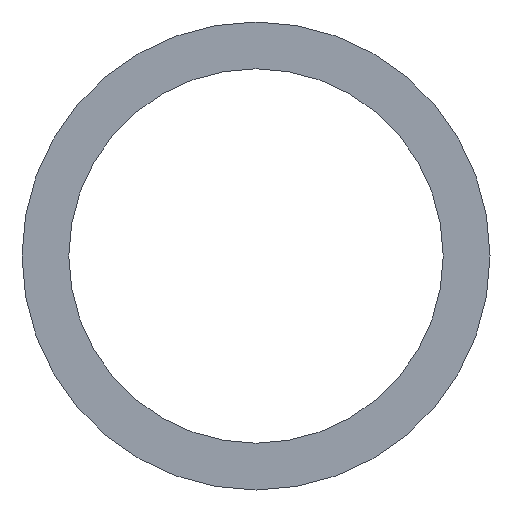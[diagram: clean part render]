
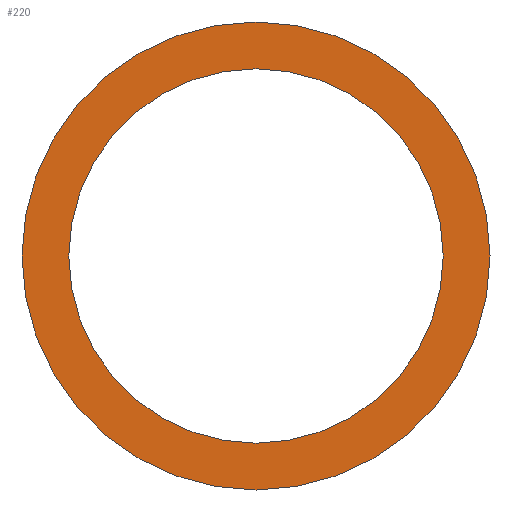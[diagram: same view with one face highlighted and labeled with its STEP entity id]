
A CAD part, front view. The second image highlights one B-rep face of the part: STEP entity #220.
In plain terms, the highlighted planar face has unit normal (0, -1, 0).
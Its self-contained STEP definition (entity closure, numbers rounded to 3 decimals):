
#4 = CARTESIAN_POINT ( 'NONE',  ( 0., 0., 4. ) ) ;
#5 = DIRECTION ( 'NONE',  ( 0., 0., 1. ) ) ;
#9 = ORIENTED_EDGE ( 'NONE', *, *, #134, .T. ) ;
#29 = CARTESIAN_POINT ( 'NONE',  ( 0., 0., 0. ) ) ;
#31 = DIRECTION ( 'NONE',  ( 0., 1., 0. ) ) ;
#50 = AXIS2_PLACEMENT_3D ( 'NONE', #29, #119, #246 ) ;
#54 = CARTESIAN_POINT ( 'NONE',  ( 0., 0., 0. ) ) ;
#58 = CARTESIAN_POINT ( 'NONE',  ( 0., 0., 0. ) ) ;
#60 = AXIS2_PLACEMENT_3D ( 'NONE', #58, #113, #171 ) ;
#72 = FACE_BOUND ( 'NONE', #152, .T. ) ;
#81 = EDGE_CURVE ( 'NONE', #241, #201, #83, .T. ) ;
#83 = CIRCLE ( 'NONE', #197, 5. ) ;
#97 = CIRCLE ( 'NONE', #227, 4. ) ;
#98 = DIRECTION ( 'NONE',  ( 0., 0., 1. ) ) ;
#100 = CARTESIAN_POINT ( 'NONE',  ( 0., 0., -4. ) ) ;
#106 = ORIENTED_EDGE ( 'NONE', *, *, #112, .F. ) ;
#107 = DIRECTION ( 'NONE',  ( 0., 1., 0. ) ) ;
#111 = CARTESIAN_POINT ( 'NONE',  ( 0., 0., 0. ) ) ;
#112 = EDGE_CURVE ( 'NONE', #201, #241, #244, .T. ) ;
#113 = DIRECTION ( 'NONE',  ( 0., 1., 0. ) ) ;
#119 = DIRECTION ( 'NONE',  ( 0., 1., 0. ) ) ;
#121 = EDGE_LOOP ( 'NONE', ( #106, #127 ) ) ;
#124 = CIRCLE ( 'NONE', #50, 4. ) ;
#127 = ORIENTED_EDGE ( 'NONE', *, *, #81, .F. ) ;
#130 = DIRECTION ( 'NONE',  ( 0., 1., 0. ) ) ;
#134 = EDGE_CURVE ( 'NONE', #195, #138, #97, .T. ) ;
#138 = VERTEX_POINT ( 'NONE', #4 ) ;
#140 = PLANE ( 'NONE',  #182 ) ;
#141 = CARTESIAN_POINT ( 'NONE',  ( 0., 0., 5. ) ) ;
#147 = EDGE_CURVE ( 'NONE', #138, #195, #124, .T. ) ;
#152 = EDGE_LOOP ( 'NONE', ( #9, #230 ) ) ;
#158 = CARTESIAN_POINT ( 'NONE',  ( 0., 0., 0. ) ) ;
#159 = DIRECTION ( 'NONE',  ( 0., 0., 1. ) ) ;
#171 = DIRECTION ( 'NONE',  ( 0., 0., 1. ) ) ;
#177 = FACE_OUTER_BOUND ( 'NONE', #121, .T. ) ;
#182 = AXIS2_PLACEMENT_3D ( 'NONE', #158, #31, #159 ) ;
#195 = VERTEX_POINT ( 'NONE', #100 ) ;
#197 = AXIS2_PLACEMENT_3D ( 'NONE', #54, #107, #5 ) ;
#201 = VERTEX_POINT ( 'NONE', #224 ) ;
#220 = ADVANCED_FACE ( 'NONE', ( #177, #72 ), #140, .F. ) ;
#224 = CARTESIAN_POINT ( 'NONE',  ( 0., 0., -5. ) ) ;
#227 = AXIS2_PLACEMENT_3D ( 'NONE', #111, #130, #98 ) ;
#230 = ORIENTED_EDGE ( 'NONE', *, *, #147, .T. ) ;
#241 = VERTEX_POINT ( 'NONE', #141 ) ;
#244 = CIRCLE ( 'NONE', #60, 5. ) ;
#246 = DIRECTION ( 'NONE',  ( 0., 0., 1. ) ) ;
